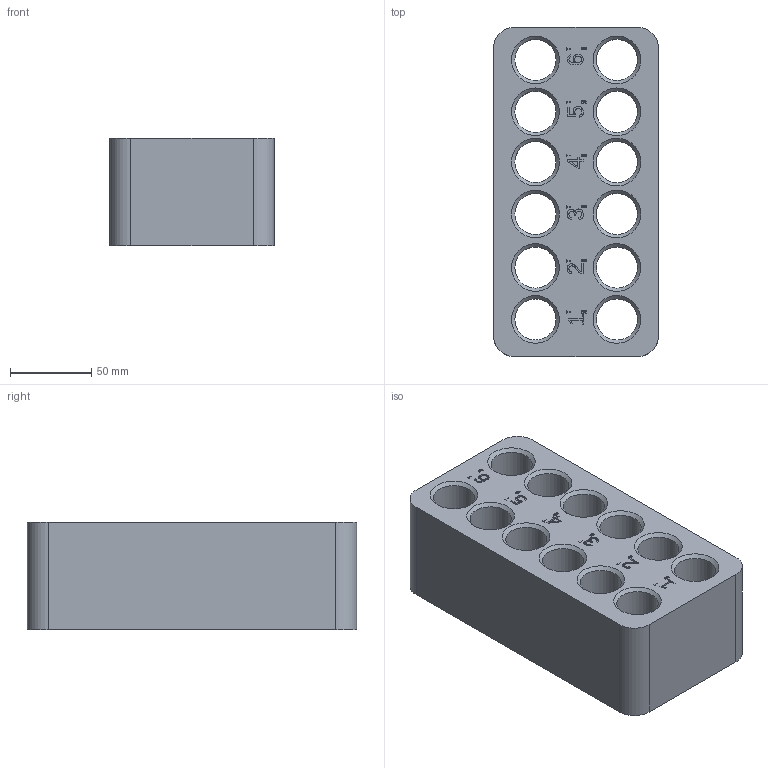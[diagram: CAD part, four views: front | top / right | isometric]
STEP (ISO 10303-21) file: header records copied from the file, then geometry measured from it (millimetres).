
FILE_DESCRIPTION(('HOOPS Exchange Step'),'2;1');
FILE_NAME('temp_export','2021-01-11T08:25:44-06:00',('mobile'),('Shapr3D Limited'),'HOOPS Exchange 2020.2','Shapr3D','Authorized');
FILE_SCHEMA( ('AP203_CONFIGURATION_CONTROLLED_3D_DESIGN_OF_MECHANICAL_PARTS_AND_ASSEMBLIES_MIM_LF') );
Length unit declared in the file: millimetre
Products named in the file (2): 0; EF1231B2-11DB-464F-813E-D910D84DACD2.tmp
Assembly tree (1 placements, depth 2):
  EF1231B2-11DB-464F-813E-D910D84DACD2.tmp
    0
Bounding box: 101.6 x 203.2 x 66.01 mm (x, y, z)
Volume: 949511.6 mm3; surface area: 130162.1 mm2
Topology: 1 solids, 1 shells, 558 faces, 1560 edges, 1036 vertices
Faces by surface type: plane 506, cylinder 40, cone 12
Full cylindrical faces by diameter (mm): 25.4 x12
Entity records: 17747 total; most frequent: CARTESIAN_POINT 3157, ORIENTED_EDGE 3120, DIRECTION 2774, EDGE_CURVE 1560, VECTOR 1468, LINE 1468, VERTEX_POINT 1036, AXIS2_PLACEMENT_3D 653
